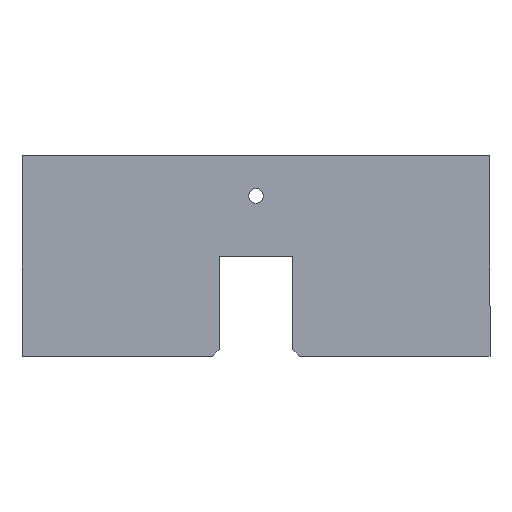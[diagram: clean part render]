
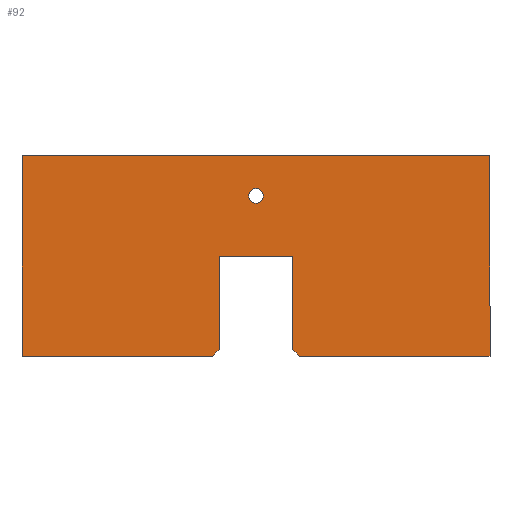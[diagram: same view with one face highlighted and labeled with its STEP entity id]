
A CAD part, top view. The second image highlights one B-rep face of the part: STEP entity #92.
In plain terms, the highlighted planar face has unit normal (0, 0, 1).
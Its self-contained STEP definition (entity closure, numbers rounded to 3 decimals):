
#10 = DIRECTION ( 'NONE',  ( 0., 0., 1. ) ) ;
#14 = FACE_BOUND ( 'NONE', #511, .T. ) ;
#17 = EDGE_CURVE ( 'NONE', #462, #604, #228, .T. ) ;
#22 = CARTESIAN_POINT ( 'NONE',  ( 350., 232.421, 25. ) ) ;
#24 = LINE ( 'NONE', #177, #385 ) ;
#75 = VERTEX_POINT ( 'NONE', #398 ) ;
#92 = ADVANCED_FACE ( 'NONE', ( #14, #594 ), #120, .T. ) ;
#97 = AXIS2_PLACEMENT_3D ( 'NONE', #475, #644, #739 ) ;
#120 = PLANE ( 'NONE',  #719 ) ;
#126 = CIRCLE ( 'NONE', #477, 11. ) ;
#138 = EDGE_CURVE ( 'NONE', #154, #654, #126, .T. ) ;
#152 = CIRCLE ( 'NONE', #97, 11. ) ;
#154 = VERTEX_POINT ( 'NONE', #450 ) ;
#158 = DIRECTION ( 'NONE',  ( 1., 0., 0. ) ) ;
#160 = ORIENTED_EDGE ( 'NONE', *, *, #309, .T. ) ;
#163 = EDGE_CURVE ( 'NONE', #421, #462, #714, .T. ) ;
#164 = CARTESIAN_POINT ( 'NONE',  ( 55., -57.579, 25. ) ) ;
#176 = VECTOR ( 'NONE', #620, 1000. ) ;
#177 = CARTESIAN_POINT ( 'NONE',  ( -350., 232.421, 25. ) ) ;
#181 = ORIENTED_EDGE ( 'NONE', *, *, #434, .T. ) ;
#182 = ORIENTED_EDGE ( 'NONE', *, *, #17, .T. ) ;
#195 = CARTESIAN_POINT ( 'NONE',  ( 55., -57.579, 25. ) ) ;
#196 = CARTESIAN_POINT ( 'NONE',  ( 11., 172.421, 25. ) ) ;
#218 = EDGE_CURVE ( 'NONE', #654, #154, #152, .T. ) ;
#228 = LINE ( 'NONE', #363, #424 ) ;
#231 = EDGE_CURVE ( 'NONE', #747, #75, #571, .T. ) ;
#244 = DIRECTION ( 'NONE',  ( 0., 1., 0. ) ) ;
#245 = DIRECTION ( 'NONE',  ( 1., 0., 0. ) ) ;
#247 = VECTOR ( 'NONE', #393, 1000. ) ;
#272 = DIRECTION ( 'NONE',  ( 1., 0., 0. ) ) ;
#273 = EDGE_LOOP ( 'NONE', ( #481, #160, #303, #278, #182, #554, #181, #490, #509, #679 ) ) ;
#278 = ORIENTED_EDGE ( 'NONE', *, *, #163, .T. ) ;
#279 = VERTEX_POINT ( 'NONE', #359 ) ;
#282 = DIRECTION ( 'NONE',  ( 0., 1., 0. ) ) ;
#283 = LINE ( 'NONE', #669, #247 ) ;
#295 = CARTESIAN_POINT ( 'NONE',  ( -55., 81.421, 25. ) ) ;
#296 = DIRECTION ( 'NONE',  ( 1., 0., 0. ) ) ;
#302 = VECTOR ( 'NONE', #158, 1000. ) ;
#303 = ORIENTED_EDGE ( 'NONE', *, *, #634, .T. ) ;
#309 = EDGE_CURVE ( 'NONE', #700, #388, #357, .T. ) ;
#316 = DIRECTION ( 'NONE',  ( 0., 0., 1. ) ) ;
#325 = LINE ( 'NONE', #599, #672 ) ;
#337 = LINE ( 'NONE', #602, #508 ) ;
#357 = LINE ( 'NONE', #394, #646 ) ;
#358 = EDGE_CURVE ( 'NONE', #604, #378, #431, .T. ) ;
#359 = CARTESIAN_POINT ( 'NONE',  ( -350., 232.421, 25. ) ) ;
#363 = CARTESIAN_POINT ( 'NONE',  ( -55., 81.421, 25. ) ) ;
#368 = EDGE_CURVE ( 'NONE', #75, #622, #337, .T. ) ;
#376 = VECTOR ( 'NONE', #282, 1000. ) ;
#378 = VERTEX_POINT ( 'NONE', #164 ) ;
#385 = VECTOR ( 'NONE', #704, 1000. ) ;
#388 = VERTEX_POINT ( 'NONE', #502 ) ;
#389 = DIRECTION ( 'NONE',  ( 1., 0., 0. ) ) ;
#391 = EDGE_CURVE ( 'NONE', #279, #700, #24, .T. ) ;
#393 = DIRECTION ( 'NONE',  ( -1., 0., 0. ) ) ;
#394 = CARTESIAN_POINT ( 'NONE',  ( -350., -67.579, 25. ) ) ;
#398 = CARTESIAN_POINT ( 'NONE',  ( 350., -67.579, 25. ) ) ;
#402 = CARTESIAN_POINT ( 'NONE',  ( 65., -67.579, 25. ) ) ;
#421 = VERTEX_POINT ( 'NONE', #498 ) ;
#424 = VECTOR ( 'NONE', #296, 1000. ) ;
#431 = LINE ( 'NONE', #195, #691 ) ;
#434 = EDGE_CURVE ( 'NONE', #378, #747, #325, .T. ) ;
#439 = CARTESIAN_POINT ( 'NONE',  ( 55., 81.421, 25. ) ) ;
#446 = CARTESIAN_POINT ( 'NONE',  ( 0., 172.421, 25. ) ) ;
#448 = CARTESIAN_POINT ( 'NONE',  ( -350., -67.579, 25. ) ) ;
#450 = CARTESIAN_POINT ( 'NONE',  ( -11., 172.421, 25. ) ) ;
#455 = ORIENTED_EDGE ( 'NONE', *, *, #138, .F. ) ;
#462 = VERTEX_POINT ( 'NONE', #295 ) ;
#471 = LINE ( 'NONE', #611, #176 ) ;
#475 = CARTESIAN_POINT ( 'NONE',  ( 0., 172.421, 25. ) ) ;
#477 = AXIS2_PLACEMENT_3D ( 'NONE', #446, #316, #389 ) ;
#481 = ORIENTED_EDGE ( 'NONE', *, *, #391, .T. ) ;
#490 = ORIENTED_EDGE ( 'NONE', *, *, #231, .T. ) ;
#498 = CARTESIAN_POINT ( 'NONE',  ( -55., -57.579, 25. ) ) ;
#502 = CARTESIAN_POINT ( 'NONE',  ( -65., -67.579, 25. ) ) ;
#508 = VECTOR ( 'NONE', #244, 1000. ) ;
#509 = ORIENTED_EDGE ( 'NONE', *, *, #368, .T. ) ;
#511 = EDGE_LOOP ( 'NONE', ( #546, #455 ) ) ;
#530 = CARTESIAN_POINT ( 'NONE',  ( 350., -67.579, 25. ) ) ;
#536 = CARTESIAN_POINT ( 'NONE',  ( -55., -57.579, 25. ) ) ;
#546 = ORIENTED_EDGE ( 'NONE', *, *, #218, .F. ) ;
#554 = ORIENTED_EDGE ( 'NONE', *, *, #358, .T. ) ;
#556 = DIRECTION ( 'NONE',  ( 0.707, -0.707, 0. ) ) ;
#571 = LINE ( 'NONE', #530, #302 ) ;
#592 = EDGE_CURVE ( 'NONE', #622, #279, #283, .T. ) ;
#594 = FACE_OUTER_BOUND ( 'NONE', #273, .T. ) ;
#599 = CARTESIAN_POINT ( 'NONE',  ( 65., -67.579, 25. ) ) ;
#602 = CARTESIAN_POINT ( 'NONE',  ( 350., 232.421, 25. ) ) ;
#604 = VERTEX_POINT ( 'NONE', #439 ) ;
#611 = CARTESIAN_POINT ( 'NONE',  ( -65., -67.579, 25. ) ) ;
#620 = DIRECTION ( 'NONE',  ( 0.707, 0.707, 0. ) ) ;
#622 = VERTEX_POINT ( 'NONE', #22 ) ;
#634 = EDGE_CURVE ( 'NONE', #388, #421, #471, .T. ) ;
#644 = DIRECTION ( 'NONE',  ( 0., 0., 1. ) ) ;
#646 = VECTOR ( 'NONE', #272, 1000. ) ;
#654 = VERTEX_POINT ( 'NONE', #196 ) ;
#669 = CARTESIAN_POINT ( 'NONE',  ( 350., 232.421, 25. ) ) ;
#672 = VECTOR ( 'NONE', #556, 1000. ) ;
#679 = ORIENTED_EDGE ( 'NONE', *, *, #592, .T. ) ;
#691 = VECTOR ( 'NONE', #721, 1000. ) ;
#700 = VERTEX_POINT ( 'NONE', #448 ) ;
#704 = DIRECTION ( 'NONE',  ( 0., -1., 0. ) ) ;
#714 = LINE ( 'NONE', #536, #376 ) ;
#719 = AXIS2_PLACEMENT_3D ( 'NONE', #749, #10, #245 ) ;
#721 = DIRECTION ( 'NONE',  ( 0., -1., 0. ) ) ;
#739 = DIRECTION ( 'NONE',  ( 1., 0., 0. ) ) ;
#747 = VERTEX_POINT ( 'NONE', #402 ) ;
#749 = CARTESIAN_POINT ( 'NONE',  ( 0., 0., 25. ) ) ;
